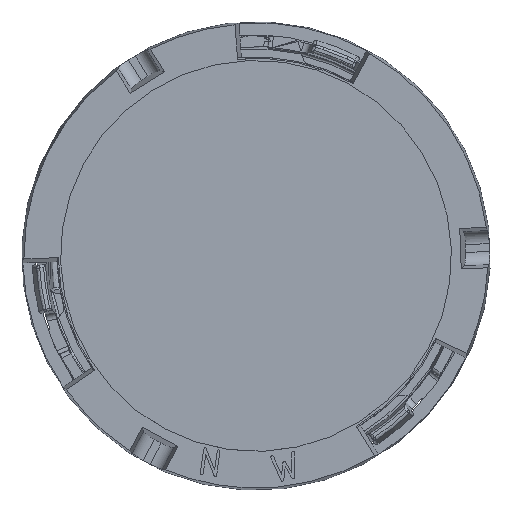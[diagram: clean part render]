
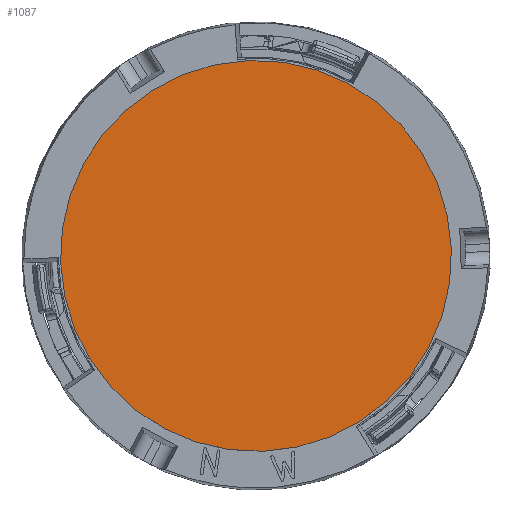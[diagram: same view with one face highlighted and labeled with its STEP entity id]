
A CAD part, top view. The second image highlights one B-rep face of the part: STEP entity #1087.
In plain terms, the highlighted planar face has unit normal (0, 0, 1).
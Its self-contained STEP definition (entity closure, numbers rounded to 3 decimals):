
#1087=ADVANCED_FACE('',(#2428),#2429,.T.);
#2428=FACE_OUTER_BOUND('',#9512,.T.);
#2429=PLANE('',#9513);
#9512=EDGE_LOOP('',(#19710));
#9513=AXIS2_PLACEMENT_3D('',#19711,#19712,#19713);
#19710=ORIENTED_EDGE('',*,*,#25479,.T.);
#19711=CARTESIAN_POINT('',(0.,0.,19.512));
#19712=DIRECTION('',(0.0,0.0,1.0));
#19713=DIRECTION('',(1.0,0.0,0.0));
#25479=EDGE_CURVE('',#28144,#28144,#28145,.T.);
#28144=VERTEX_POINT('',#32473);
#28145=CIRCLE('',#32474,14.5);
#32473=CARTESIAN_POINT('',(14.5,0.,19.512));
#32474=AXIS2_PLACEMENT_3D('',#38116,#38117,#38118);
#38116=CARTESIAN_POINT('',(0.,0.,19.512));
#38117=DIRECTION('',(0.0,0.0,1.0));
#38118=DIRECTION('',(1.0,0.0,0.0));
